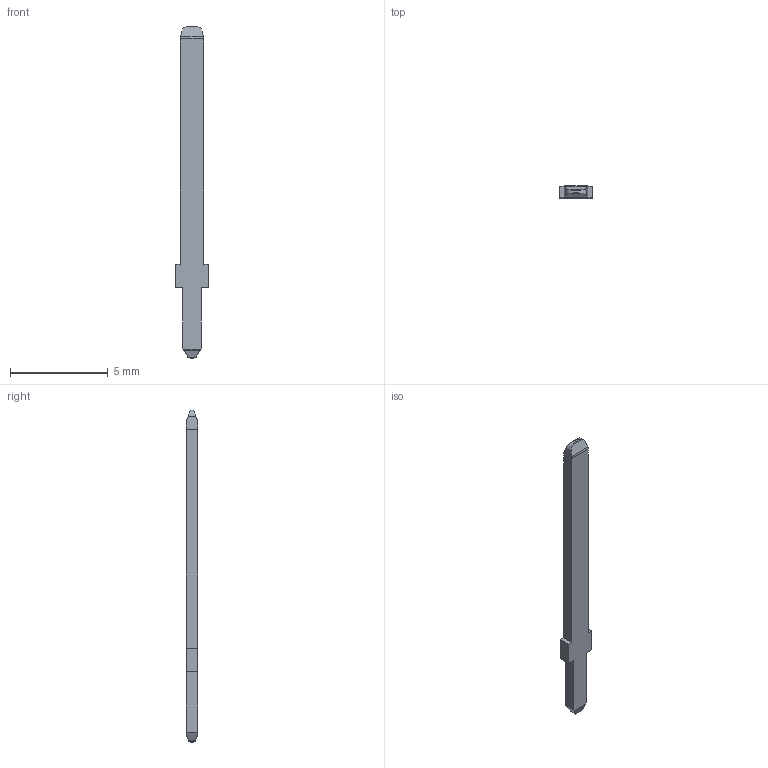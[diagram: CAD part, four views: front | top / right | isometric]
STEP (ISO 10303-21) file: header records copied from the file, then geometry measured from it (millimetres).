
FILE_DESCRIPTION (( 'STEP AP214' ), '1' );
FILE_NAME ('c-1-1743447-2-b-3d.STEP', '2017-12-21T09:04:32', ( 'Sky123.Org' ), ( 'Sky123.Org' ), 'SwSTEP 2.0', 'SolidWorks 2013', '' );
FILE_SCHEMA (( 'AUTOMOTIVE_DESIGN' ));
Length unit declared in the file: millimetre
Products named in the file (1): c-1-1743447-2-b-3d
Bounding box: 1.7 x 0.6 x 17 mm (x, y, z)
Volume: 11.7 mm3; surface area: 60.8 mm2
Topology: 1 solids, 1 shells, 34 faces, 96 edges, 64 vertices
Faces by surface type: plane 20, cylinder 14
Entity records: 1522 total; most frequent: CARTESIAN_POINT 297, ORIENTED_EDGE 192, DIRECTION 142, EDGE_CURVE 96, LINE 64, VERTEX_POINT 64, VECTOR 64, AXIS2_PLACEMENT_3D 39
